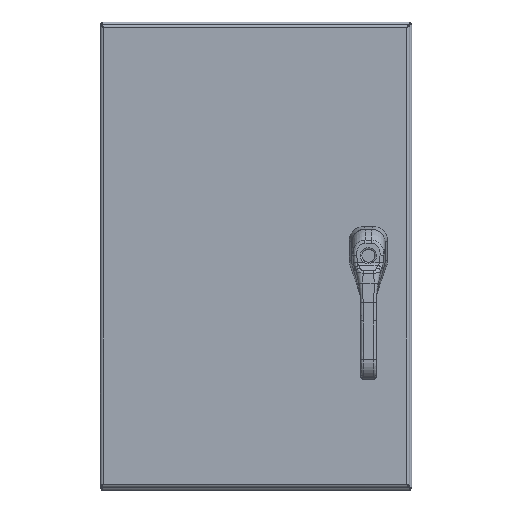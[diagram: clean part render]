
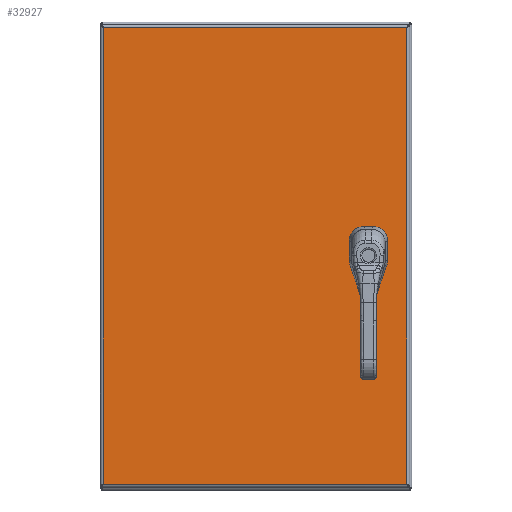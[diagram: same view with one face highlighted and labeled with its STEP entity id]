
A CAD part, top view. The second image highlights one B-rep face of the part: STEP entity #32927.
In plain terms, the highlighted face is planar.
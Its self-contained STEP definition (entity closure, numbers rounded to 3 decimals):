
#2650=FACE_BOUND('',#7367,.T.);
#2651=FACE_BOUND('',#7368,.T.);
#2652=FACE_BOUND('',#7369,.T.);
#2653=FACE_BOUND('',#7370,.T.);
#3011=CIRCLE('',#35107,0.453);
#3013=CIRCLE('',#35111,0.453);
#3015=CIRCLE('',#35115,0.453);
#3017=CIRCLE('',#35119,0.453);
#3019=CIRCLE('',#35123,0.141);
#3021=CIRCLE('',#35126,0.141);
#3023=CIRCLE('',#35129,0.141);
#5123=FACE_OUTER_BOUND('',#7366,.T.);
#7366=EDGE_LOOP('',(#22791,#22792,#22793,#22794));
#7367=EDGE_LOOP('',(#22795,#22796,#22797,#22798,#22799,#22800,#22801,#22802));
#7368=EDGE_LOOP('',(#22803));
#7369=EDGE_LOOP('',(#22804));
#7370=EDGE_LOOP('',(#22805));
#9904=LINE('',#51455,#12067);
#9908=LINE('',#51467,#12071);
#9912=LINE('',#51479,#12075);
#9916=LINE('',#51489,#12079);
#9952=LINE('',#51586,#12115);
#9958=LINE('',#51668,#12121);
#9973=LINE('',#51768,#12136);
#9988=LINE('',#51867,#12151);
#12067=VECTOR('',#39448,0.425);
#12071=VECTOR('',#39460,0.425);
#12075=VECTOR('',#39472,0.425);
#12079=VECTOR('',#39484,0.425);
#12115=VECTOR('',#39564,23.445);
#12121=VECTOR('',#39576,15.57);
#12136=VECTOR('',#39605,23.445);
#12151=VECTOR('',#39634,15.57);
#14230=VERTEX_POINT('',#51446);
#14231=VERTEX_POINT('',#51448);
#14233=VERTEX_POINT('',#51454);
#14235=VERTEX_POINT('',#51460);
#14237=VERTEX_POINT('',#51466);
#14239=VERTEX_POINT('',#51472);
#14241=VERTEX_POINT('',#51478);
#14243=VERTEX_POINT('',#51484);
#14245=VERTEX_POINT('',#51493);
#14247=VERTEX_POINT('',#51498);
#14249=VERTEX_POINT('',#51503);
#14274=VERTEX_POINT('',#51577);
#14275=VERTEX_POINT('',#51585);
#14280=VERTEX_POINT('',#51660);
#14290=VERTEX_POINT('',#51760);
#17361=EDGE_CURVE('',#14231,#14230,#3011,.T.);
#17364=EDGE_CURVE('',#14233,#14231,#9904,.T.);
#17367=EDGE_CURVE('',#14235,#14233,#3013,.T.);
#17370=EDGE_CURVE('',#14237,#14235,#9908,.T.);
#17373=EDGE_CURVE('',#14239,#14237,#3015,.T.);
#17376=EDGE_CURVE('',#14241,#14239,#9912,.T.);
#17379=EDGE_CURVE('',#14243,#14241,#3017,.T.);
#17382=EDGE_CURVE('',#14230,#14243,#9916,.T.);
#17384=EDGE_CURVE('',#14245,#14245,#3019,.T.);
#17386=EDGE_CURVE('',#14247,#14247,#3021,.T.);
#17388=EDGE_CURVE('',#14249,#14249,#3023,.T.);
#17425=EDGE_CURVE('',#14275,#14274,#9952,.T.);
#17435=EDGE_CURVE('',#14274,#14280,#9958,.T.);
#17454=EDGE_CURVE('',#14280,#14290,#9973,.T.);
#17473=EDGE_CURVE('',#14290,#14275,#9988,.T.);
#22791=ORIENTED_EDGE('',*,*,#17425,.T.);
#22792=ORIENTED_EDGE('',*,*,#17435,.T.);
#22793=ORIENTED_EDGE('',*,*,#17454,.T.);
#22794=ORIENTED_EDGE('',*,*,#17473,.T.);
#22795=ORIENTED_EDGE('',*,*,#17361,.T.);
#22796=ORIENTED_EDGE('',*,*,#17382,.T.);
#22797=ORIENTED_EDGE('',*,*,#17379,.T.);
#22798=ORIENTED_EDGE('',*,*,#17376,.T.);
#22799=ORIENTED_EDGE('',*,*,#17373,.T.);
#22800=ORIENTED_EDGE('',*,*,#17370,.T.);
#22801=ORIENTED_EDGE('',*,*,#17367,.T.);
#22802=ORIENTED_EDGE('',*,*,#17364,.T.);
#22803=ORIENTED_EDGE('',*,*,#17384,.T.);
#22804=ORIENTED_EDGE('',*,*,#17386,.T.);
#22805=ORIENTED_EDGE('',*,*,#17388,.T.);
#31551=PLANE('',#35166);
#32927=ADVANCED_FACE('',(#5123,#2650,#2651,#2652,#2653),#31551,.F.);
#35107=AXIS2_PLACEMENT_3D('',#51449,#39442,#39443);
#35111=AXIS2_PLACEMENT_3D('',#51461,#39454,#39455);
#35115=AXIS2_PLACEMENT_3D('',#51473,#39466,#39467);
#35119=AXIS2_PLACEMENT_3D('',#51485,#39478,#39479);
#35123=AXIS2_PLACEMENT_3D('',#51494,#39489,#39490);
#35126=AXIS2_PLACEMENT_3D('',#51499,#39495,#39496);
#35129=AXIS2_PLACEMENT_3D('',#51504,#39501,#39502);
#35166=AXIS2_PLACEMENT_3D('',#51953,#39659,#39660);
#39442=DIRECTION('center_axis',(0.,0.,1.));
#39443=DIRECTION('ref_axis',(-0.469,-0.883,0.));
#39448=DIRECTION('',(0.,1.,0.));
#39454=DIRECTION('center_axis',(0.,0.,1.));
#39455=DIRECTION('ref_axis',(-0.883,0.469,0.));
#39460=DIRECTION('',(1.,0.,0.));
#39466=DIRECTION('center_axis',(0.,0.,1.));
#39467=DIRECTION('ref_axis',(0.469,0.883,0.));
#39472=DIRECTION('',(0.,-1.,0.));
#39478=DIRECTION('center_axis',(0.,0.,1.));
#39479=DIRECTION('ref_axis',(0.883,-0.469,0.));
#39484=DIRECTION('',(-1.,0.,0.));
#39489=DIRECTION('center_axis',(0.,0.,1.));
#39490=DIRECTION('ref_axis',(1.,0.,0.));
#39495=DIRECTION('center_axis',(0.,0.,1.));
#39496=DIRECTION('ref_axis',(1.,0.,0.));
#39501=DIRECTION('center_axis',(0.,0.,1.));
#39502=DIRECTION('ref_axis',(1.,0.,0.));
#39564=DIRECTION('',(0.,-1.,0.));
#39576=DIRECTION('',(-1.,0.,0.));
#39605=DIRECTION('',(0.,1.,0.));
#39634=DIRECTION('',(1.,0.,0.));
#39659=DIRECTION('center_axis',(0.,0.,1.));
#39660=DIRECTION('ref_axis',(1.,0.,0.));
#51446=CARTESIAN_POINT('',(2.338,12.275,0.));
#51448=CARTESIAN_POINT('',(2.525,12.088,0.));
#51449=CARTESIAN_POINT('Origin',(2.125,11.875,0.));
#51454=CARTESIAN_POINT('',(2.525,11.662,0.));
#51455=CARTESIAN_POINT('',(2.525,11.981,0.));
#51460=CARTESIAN_POINT('',(2.338,11.475,0.));
#51461=CARTESIAN_POINT('Origin',(2.125,11.875,0.));
#51466=CARTESIAN_POINT('',(1.912,11.475,0.));
#51467=CARTESIAN_POINT('',(5.138,11.475,0.));
#51472=CARTESIAN_POINT('',(1.725,11.662,0.));
#51473=CARTESIAN_POINT('Origin',(2.125,11.875,0.));
#51478=CARTESIAN_POINT('',(1.725,12.088,0.));
#51479=CARTESIAN_POINT('',(1.725,11.769,0.));
#51484=CARTESIAN_POINT('',(1.912,12.275,0.));
#51485=CARTESIAN_POINT('Origin',(2.125,11.875,0.));
#51489=CARTESIAN_POINT('',(4.925,12.275,0.));
#51493=CARTESIAN_POINT('',(1.985,10.497,0.));
#51494=CARTESIAN_POINT('Origin',(2.125,10.497,0.));
#51498=CARTESIAN_POINT('',(1.985,10.989,0.));
#51499=CARTESIAN_POINT('Origin',(2.125,10.989,0.));
#51503=CARTESIAN_POINT('',(1.985,12.76,0.));
#51504=CARTESIAN_POINT('Origin',(2.125,12.76,0.));
#51577=CARTESIAN_POINT('',(15.722,0.153,0.));
#51585=CARTESIAN_POINT('',(15.722,23.597,0.));
#51586=CARTESIAN_POINT('',(15.722,17.736,0.));
#51660=CARTESIAN_POINT('',(0.153,0.153,0.));
#51668=CARTESIAN_POINT('',(11.83,0.153,0.));
#51760=CARTESIAN_POINT('',(0.153,23.597,0.));
#51768=CARTESIAN_POINT('',(0.153,6.014,0.));
#51867=CARTESIAN_POINT('',(4.045,23.597,0.));
#51953=CARTESIAN_POINT('Origin',(7.938,11.875,0.));
